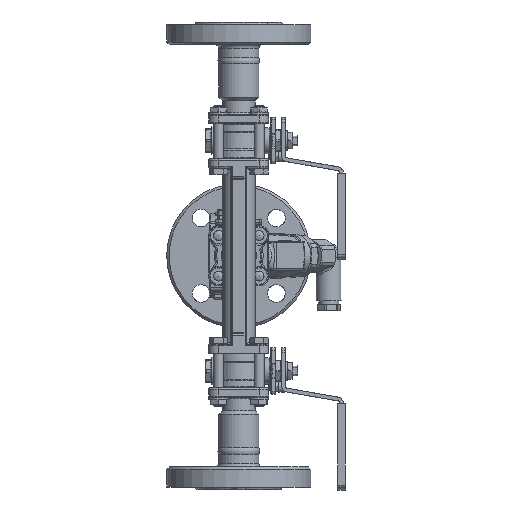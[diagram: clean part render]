
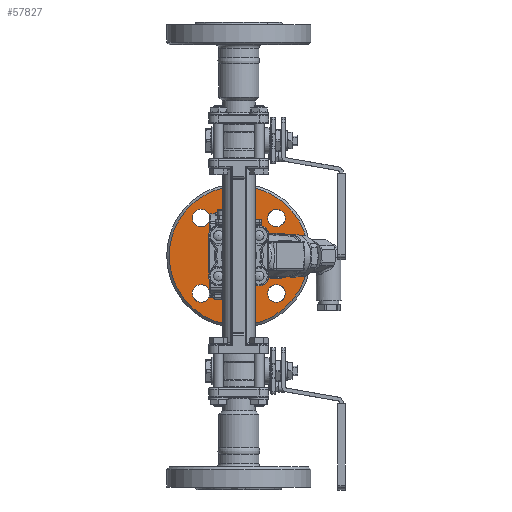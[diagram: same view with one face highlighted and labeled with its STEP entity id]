
A CAD part, left-side view. The second image highlights one B-rep face of the part: STEP entity #57827.
In plain terms, the highlighted planar face has unit normal (-1, 0, 0).
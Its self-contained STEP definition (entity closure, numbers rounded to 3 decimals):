
#5891=FACE_BOUND('',#12591,.T.);
#5892=FACE_BOUND('',#12592,.T.);
#5893=FACE_BOUND('',#12593,.T.);
#5894=FACE_BOUND('',#12594,.T.);
#5895=FACE_BOUND('',#12595,.T.);
#6689=PLANE('',#62941);
#8803=FACE_OUTER_BOUND('',#12590,.T.);
#12590=EDGE_LOOP('',(#44980));
#12591=EDGE_LOOP('',(#44981));
#12592=EDGE_LOOP('',(#44982));
#12593=EDGE_LOOP('',(#44983));
#12594=EDGE_LOOP('',(#44984));
#12595=EDGE_LOOP('',(#44985));
#21795=CIRCLE('',#62927,55.5);
#21796=CIRCLE('',#62929,7.);
#21797=CIRCLE('',#62931,7.);
#21798=CIRCLE('',#62933,7.);
#21799=CIRCLE('',#62935,7.);
#21803=CIRCLE('',#62942,19.);
#26024=VERTEX_POINT('',#98440);
#26025=VERTEX_POINT('',#98464);
#26026=VERTEX_POINT('',#98488);
#26027=VERTEX_POINT('',#98512);
#26028=VERTEX_POINT('',#98536);
#26031=VERTEX_POINT('',#98548);
#32714=EDGE_CURVE('',#26024,#26024,#21795,.T.);
#32718=EDGE_CURVE('',#26025,#26025,#21796,.T.);
#32721=EDGE_CURVE('',#26026,#26026,#21797,.T.);
#32724=EDGE_CURVE('',#26027,#26027,#21798,.T.);
#32727=EDGE_CURVE('',#26028,#26028,#21799,.T.);
#32732=EDGE_CURVE('',#26031,#26031,#21803,.T.);
#44980=ORIENTED_EDGE('',*,*,#32714,.F.);
#44981=ORIENTED_EDGE('',*,*,#32718,.T.);
#44982=ORIENTED_EDGE('',*,*,#32721,.T.);
#44983=ORIENTED_EDGE('',*,*,#32724,.T.);
#44984=ORIENTED_EDGE('',*,*,#32727,.T.);
#44985=ORIENTED_EDGE('',*,*,#32732,.F.);
#57827=ADVANCED_FACE('',(#8803,#5891,#5892,#5893,#5894,#5895),#6689,.T.);
#62927=AXIS2_PLACEMENT_3D('',#98441,#73852,#73853);
#62929=AXIS2_PLACEMENT_3D('',#98466,#73858,#73859);
#62931=AXIS2_PLACEMENT_3D('',#98490,#73863,#73864);
#62933=AXIS2_PLACEMENT_3D('',#98514,#73868,#73869);
#62935=AXIS2_PLACEMENT_3D('',#98538,#73873,#73874);
#62941=AXIS2_PLACEMENT_3D('',#98547,#73886,#73887);
#62942=AXIS2_PLACEMENT_3D('',#98549,#73888,#73889);
#73852=DIRECTION('center_axis',(1.,0.,0.));
#73853=DIRECTION('ref_axis',(0.,0.,
-1.));
#73858=DIRECTION('center_axis',(1.,0.,0.));
#73859=DIRECTION('ref_axis',(0.,0.,
-1.));
#73863=DIRECTION('center_axis',(1.,0.,0.));
#73864=DIRECTION('ref_axis',(0.,-1.,0.));
#73868=DIRECTION('center_axis',(1.,0.,0.));
#73869=DIRECTION('ref_axis',(0.,0.,
1.));
#73873=DIRECTION('center_axis',(1.,0.,0.));
#73874=DIRECTION('ref_axis',(0.,1.,0.));
#73886=DIRECTION('center_axis',(-1.,0.,0.));
#73887=DIRECTION('ref_axis',(0.,0.,
1.));
#73888=DIRECTION('center_axis',(-1.,0.,0.));
#73889=DIRECTION('ref_axis',(0.,0.,
-1.));
#98440=CARTESIAN_POINT('',(257.964,18.833,53.983));
#98441=CARTESIAN_POINT('Origin',(257.964,18.833,-1.517));
#98464=CARTESIAN_POINT('',(257.964,48.885,-24.569));
#98466=CARTESIAN_POINT('Origin',(257.964,48.885,-31.569));
#98488=CARTESIAN_POINT('',(257.964,-4.219,-31.569));
#98490=CARTESIAN_POINT('Origin',(257.964,-11.219,-31.569));
#98512=CARTESIAN_POINT('',(257.964,-11.219,21.535));
#98514=CARTESIAN_POINT('Origin',(257.964,-11.219,28.535));
#98536=CARTESIAN_POINT('',(257.964,41.885,28.535));
#98538=CARTESIAN_POINT('Origin',(257.964,48.885,28.535));
#98547=CARTESIAN_POINT('Origin',(257.964,18.833,-1.517));
#98548=CARTESIAN_POINT('',(257.964,18.833,17.483));
#98549=CARTESIAN_POINT('Origin',(257.964,18.833,-1.517));
